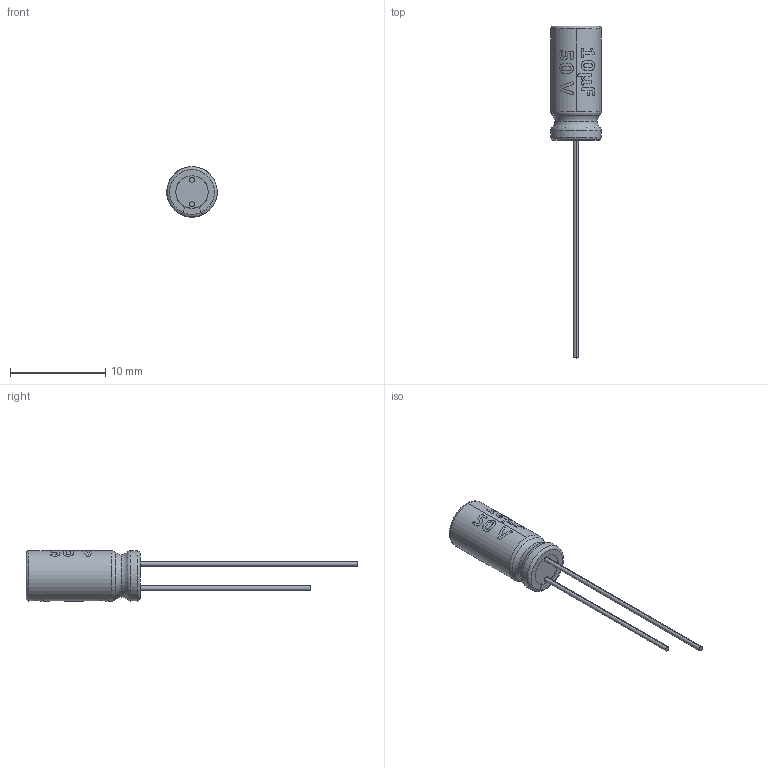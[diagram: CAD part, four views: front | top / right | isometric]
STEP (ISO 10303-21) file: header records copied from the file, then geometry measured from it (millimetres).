
FILE_DESCRIPTION (( 'STEP AP214' ), '1' );
FILE_NAME ('BBC55FDC-DD15-42ED-AD1E-EA8210C0C6BD.STEP', '2024-04-30T21:17:27', ( '' ), ( '' ), 'SwSTEP 2.0', 'SolidWorks 2022', '' );
FILE_SCHEMA (( 'AUTOMOTIVE_DESIGN' ));
Length unit declared in the file: millimetre
Products named in the file (1): BBC55FDC-DD15-42ED-AD1E-EA8210C0C6BD
Bounding box: 5.29 x 34.9 x 5.3 mm (x, y, z)
Volume: 245.3 mm3; surface area: 350.9 mm2
Topology: 1 solids, 2 shells, 189 faces, 502 edges, 329 vertices
Faces by surface type: bspline 92, cylinder 38, plane 38, torus 21
Entity records: 14494 total; most frequent: CARTESIAN_POINT 8768, ORIENTED_EDGE 1004, EDGE_CURVE 502, DIRECTION 492, VERTEX_POINT 329, B_SPLINE_CURVE_WITH_KNOTS 295, AXIS2_PLACEMENT_3D 203, EDGE_LOOP 201
